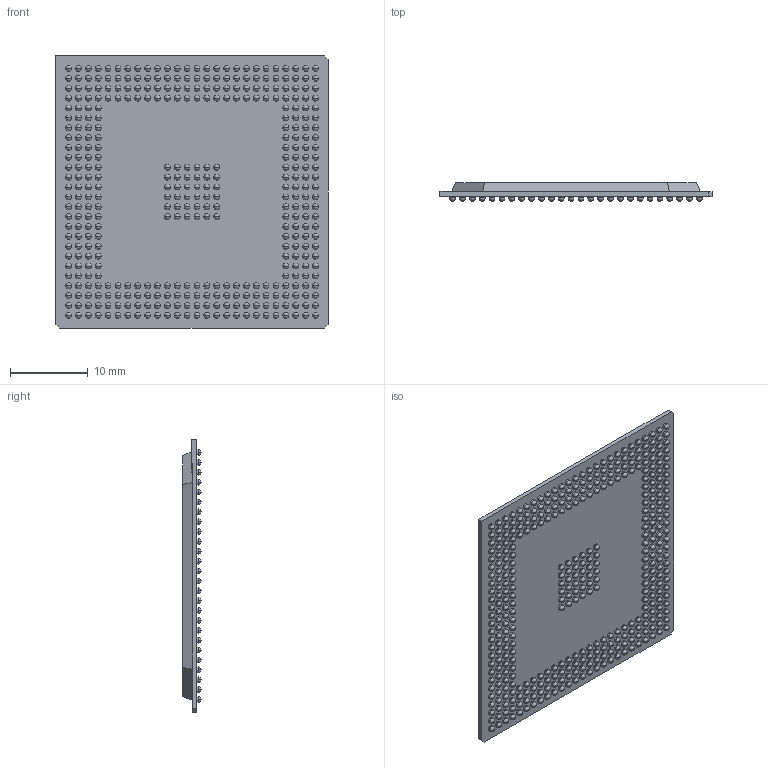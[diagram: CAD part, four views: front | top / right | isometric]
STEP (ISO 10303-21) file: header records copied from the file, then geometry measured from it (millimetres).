
FILE_DESCRIPTION((''),'2;1');
FILE_NAME('PBGA388_P1-27_L35_W35','2019-02-13T',('Dragos'),(''),'PRO/ENGINEER BY PARAMETRIC TECHNOLOGY CORPORATION, 2004440','PRO/ENGINEER BY PARAMETRIC TECHNOLOGY CORPORATION, 2004440','');
FILE_SCHEMA(('AUTOMOTIVE_DESIGN { 1 0 10303 214 1 1 1 1 }'));
Products named in the file (1): PBGA388_P1-27_L35_W35
Bounding box: 35 x 2.33 x 35 mm (x, y, z)
Volume: 1889.4 mm3; surface area: 2999.1 mm2
Topology: 1 solids, 1 shells, 1901 faces, 5649 edges, 4154 vertices
Faces by surface type: cylinder 776, sphere 776, plane 349
Entity records: 76667 total; most frequent: DIRECTION 11005, CARTESIAN_POINT 9378, ORIENTED_EDGE 8194, PRESENTATION_STYLE_ASSIGNMENT 5461, STYLED_ITEM 5116, CURVE_STYLE 4874, AXIS2_PLACEMENT_3D 4230, EDGE_CURVE 4097
